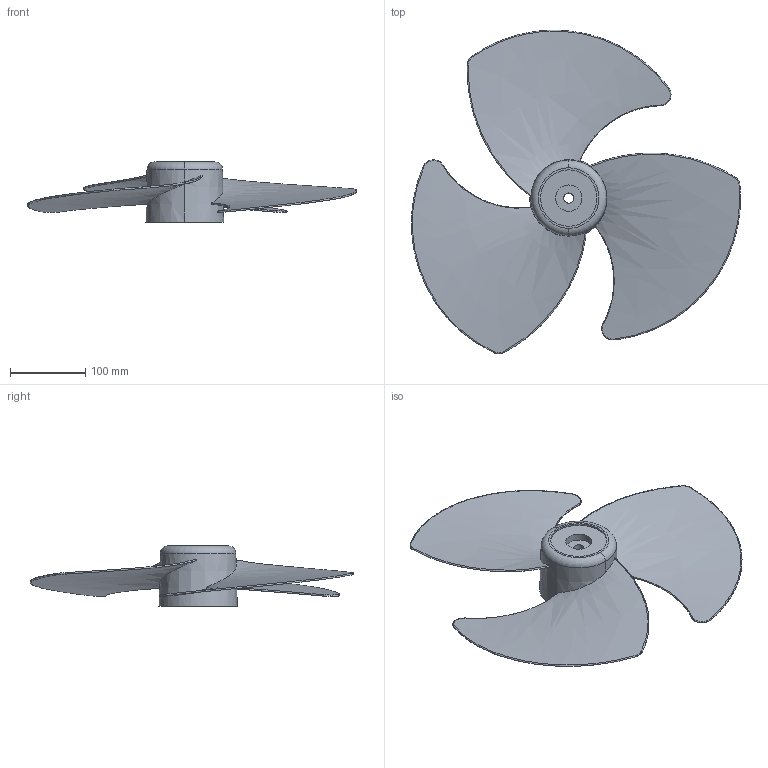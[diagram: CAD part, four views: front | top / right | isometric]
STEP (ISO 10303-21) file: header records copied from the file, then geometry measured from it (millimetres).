
FILE_DESCRIPTION (( 'STEP AP214' ), '1' );
FILE_NAME ('Part31.STEP', '2025-03-03T12:55:01', ( '' ), ( '' ), 'SwSTEP 2.0', 'SolidWorks 2024', '' );
FILE_SCHEMA (( 'AUTOMOTIVE_DESIGN' ));
Length unit declared in the file: millimetre
Products named in the file (1): Part31
Bounding box: 437.91 x 430.56 x 80 mm (x, y, z)
Volume: 364863.2 mm3; surface area: 296330.7 mm2
Topology: 1 solids, 1 shells, 89 faces, 249 edges, 165 vertices
Faces by surface type: plane 36, cylinder 21, bspline 21, torus 7, cone 4
Entity records: 17813 total; most frequent: CARTESIAN_POINT 15736, ORIENTED_EDGE 498, DIRECTION 353, EDGE_CURVE 249, VERTEX_POINT 165, AXIS2_PLACEMENT_3D 137, EDGE_LOOP 94, ADVANCED_FACE 89
